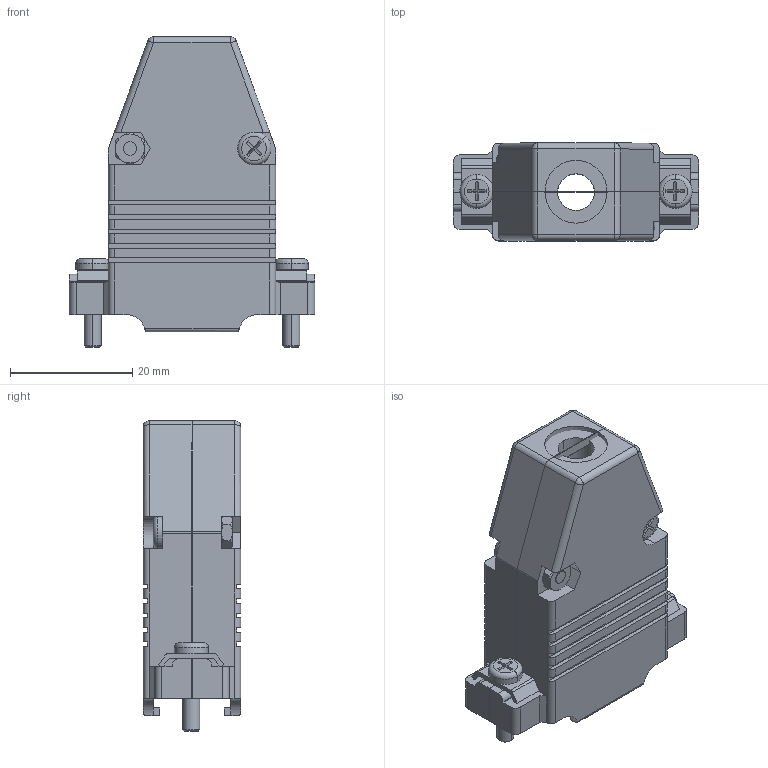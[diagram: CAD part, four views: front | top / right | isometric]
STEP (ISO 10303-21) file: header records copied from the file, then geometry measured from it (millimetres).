
FILE_DESCRIPTION (( 'STEP AP214' ), '1' );
FILE_NAME ('SDCDVIAG.STEP', '2013-05-23T15:05:44', ( 'L-Com' ), ( 'L-Com Global Connectivity' ), 'SwSTEP 2.0', 'SolidWorks 2012', '' );
FILE_SCHEMA (( 'AUTOMOTIVE_DESIGN' ));
Length unit declared in the file: inch
Products named in the file (7): 3AA01-003_3AA01-003-500; GROM-9&15-MA2_SDC15G-2; 3AA02-005; 3AA01-003_3AA01-003-437; 3AA10-001; SDCDVIAG
Assembly tree (11 placements, depth 2):
  SDCDVIAG
    SDCDVIAG  x2
    3AA10-001  x2
    3AA01-003_3AA01-003-437  x2
    3AA02-005  x2
    GROM-9&15-MA2_SDC15G-2
    3AA01-003_3AA01-003-500  x2
Bounding box: 40.2 x 16 x 50.84 mm (x, y, z)
Volume: 8021.6 mm3; surface area: 11883.1 mm2
Topology: 11 solids, 11 shells, 431 faces, 1124 edges, 720 vertices
Faces by surface type: plane 264, cylinder 103, cone 52, torus 8, sphere 4
Entity records: 7507 total; most frequent: CARTESIAN_POINT 1369, DIRECTION 1151, ORIENTED_EDGE 1138, EDGE_CURVE 569, AXIS2_PLACEMENT_3D 392, VECTOR 367, LINE 367, VERTEX_POINT 366
